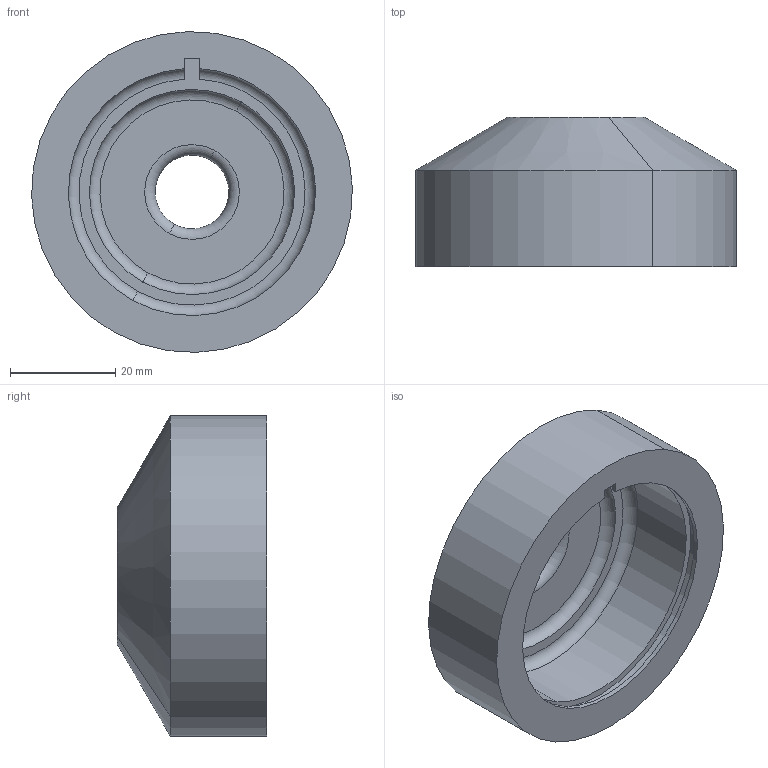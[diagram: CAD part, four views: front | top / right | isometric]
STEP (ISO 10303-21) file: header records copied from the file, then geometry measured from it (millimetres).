
FILE_DESCRIPTION(('CATIA V5 STEP Exchange'),'2;1');
FILE_NAME('Piece_inter_v2.stp','2017-02-26T19:19:57+00:00',('none'),('none'),'CATIA Version 5 Release 20 GA (IN-10)','CATIA V5 STEP AP203','none');
FILE_SCHEMA(('CONFIG_CONTROL_DESIGN'));
Length unit declared in the file: millimetre
Products named in the file (1): Piece_inter
Bounding box: 60.98 x 28.4 x 60.98 mm (x, y, z)
Volume: 33013 mm3; surface area: 12995.2 mm2
Topology: 1 solids, 1 shells, 38 faces, 95 edges, 62 vertices
Faces by surface type: cylinder 14, plane 13, torus 6, cone 5
Entity records: 1118 total; most frequent: CARTESIAN_POINT 221, ORIENTED_EDGE 190, DIRECTION 141, EDGE_CURVE 95, AXIS2_PLACEMENT_3D 75, VERTEX_POINT 62, CIRCLE 49, EDGE_LOOP 43
